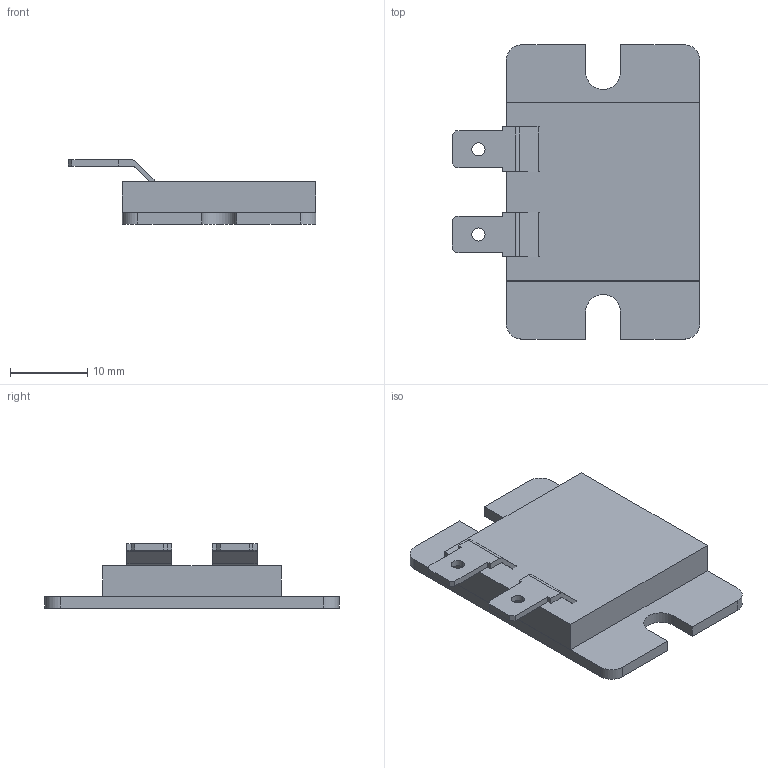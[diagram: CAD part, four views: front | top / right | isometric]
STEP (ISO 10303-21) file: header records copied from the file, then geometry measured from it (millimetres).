
FILE_DESCRIPTION (( 'STEP AP214' ), '1' );
FILE_NAME ('B P.STEP', '2020-08-21T09:42:12', ( '' ), ( '' ), 'SwSTEP 2.0', 'SolidWorks 2020', '' );
FILE_SCHEMA (( 'AUTOMOTIVE_DESIGN' ));
Length unit declared in the file: millimetre
Products named in the file (1): B P
Bounding box: 32 x 38 x 8.3 mm (x, y, z)
Volume: 3772.1 mm3; surface area: 3930.1 mm2
Topology: 2 solids, 2 shells, 66 faces, 180 edges, 120 vertices
Faces by surface type: plane 48, cylinder 18
Entity records: 2791 total; most frequent: CARTESIAN_POINT 367, ORIENTED_EDGE 360, DIRECTION 350, EDGE_CURVE 180, LINE 144, VECTOR 144, VERTEX_POINT 120, AXIS2_PLACEMENT_3D 103
